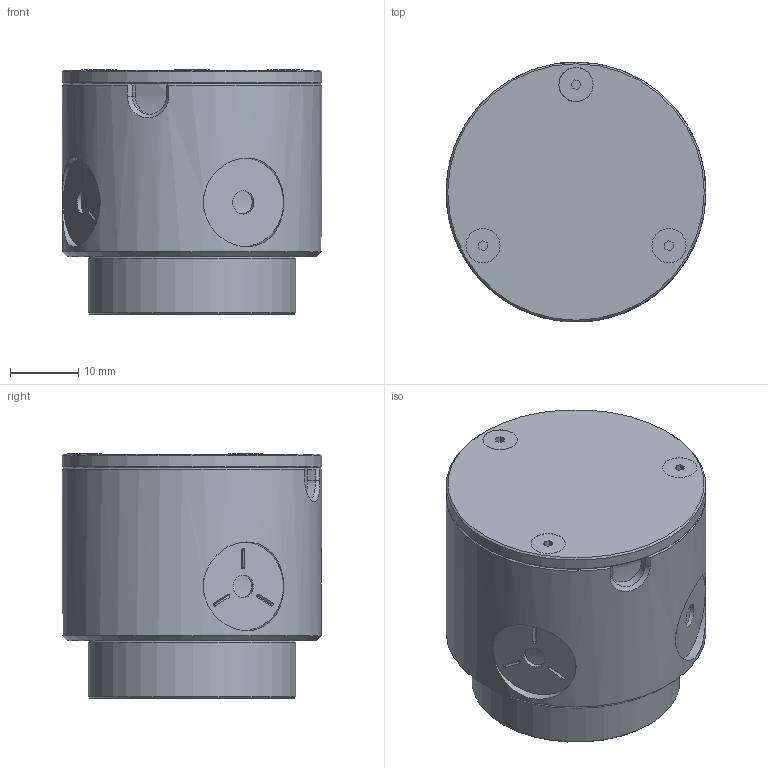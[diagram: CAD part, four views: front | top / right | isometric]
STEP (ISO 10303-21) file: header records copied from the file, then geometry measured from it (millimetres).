
FILE_DESCRIPTION (( 'STEP AP214' ), '1' );
FILE_NAME ('SK-9665 PH100-SI-OD1.STEP', '2021-02-09T16:33:03', ( '' ), ( '' ), 'SwSTEP 2.0', 'SolidWorks 2018', '' );
FILE_SCHEMA (( 'AUTOMOTIVE_DESIGN' ));
Length unit declared in the file: millimetre
Products named in the file (3): NEO6A; SK-9665 PH100-SI-OD1; SK-9664 PH100-SI
Assembly tree (2 placements, depth 2):
  SK-9665 PH100-SI-OD1
    SK-9664 PH100-SI
    NEO6A
Bounding box: 38.1 x 38.1 x 35.79 mm (x, y, z)
Volume: 27197.3 mm3; surface area: 12048.9 mm2
Topology: 4 solids, 9 shells, 124 faces, 276 edges, 179 vertices
Faces by surface type: plane 70, cylinder 34, cone 19, bspline 1
Full cylindrical faces by diameter (mm): 2.184 x3, 2.438 x3, 3.3 x1, 3.454 x1, 5.004 x3, 11.5 x1, 13 x2, 22.93 x1, 24.13 x1, 25 x1, 25.4 x1, 25.6 x1, 25.62 x1, 26.289 x2, 26.393 x1, 30.48 x1, 38.1 x2
Entity records: 5013 total; most frequent: CARTESIAN_POINT 1225, DIRECTION 533, ORIENTED_EDGE 422, EDGE_CURVE 211, AXIS2_PLACEMENT_3D 209, EDGE_LOOP 190, VERTEX_POINT 157, FACE_OUTER_BOUND 150
